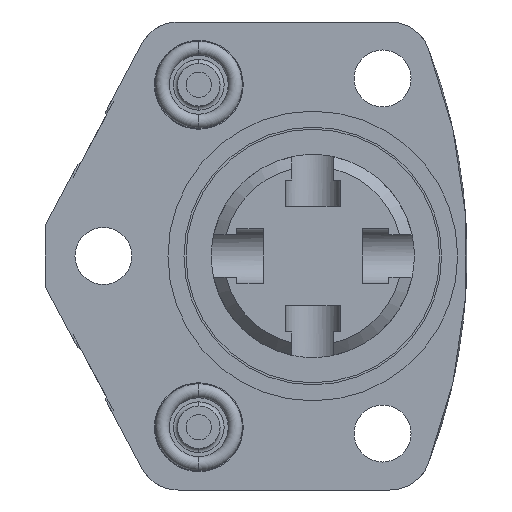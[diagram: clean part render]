
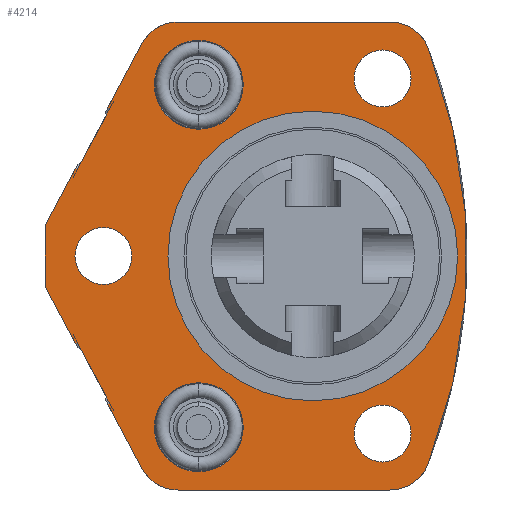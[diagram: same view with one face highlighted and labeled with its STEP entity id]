
A CAD part, front view. The second image highlights one B-rep face of the part: STEP entity #4214.
In plain terms, the highlighted planar face has unit normal (0, -1, 0).
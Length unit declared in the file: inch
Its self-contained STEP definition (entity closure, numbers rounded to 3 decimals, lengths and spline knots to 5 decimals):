
#325=CARTESIAN_POINT('',(0.,0.,0.));
#326=DIRECTION('',(0.,-1.,0.));
#327=DIRECTION('',(1.,0.,0.));
#328=AXIS2_PLACEMENT_3D('',#325,#326,#327);
#333=CARTESIAN_POINT('',(0.,0.,0.));
#334=DIRECTION('',(0.,1.,0.));
#335=DIRECTION('',(1.,0.,0.));
#336=AXIS2_PLACEMENT_3D('',#333,#334,#335);
#341=CARTESIAN_POINT('',(0.344,0.,0.875));
#342=DIRECTION('',(0.,-1.,0.));
#343=DIRECTION('',(1.,0.,0.));
#344=AXIS2_PLACEMENT_3D('',#341,#342,#343);
#349=CARTESIAN_POINT('',(0.344,0.,0.875));
#350=DIRECTION('',(0.,-1.,0.));
#351=DIRECTION('',(-1.,0.,0.));
#352=AXIS2_PLACEMENT_3D('',#349,#350,#351);
#357=CARTESIAN_POINT('',(0.344,0.,-0.875));
#358=DIRECTION('',(0.,-1.,0.));
#359=DIRECTION('',(1.,0.,0.));
#360=AXIS2_PLACEMENT_3D('',#357,#358,#359);
#365=CARTESIAN_POINT('',(0.344,0.,-0.875));
#366=DIRECTION('',(0.,-1.,0.));
#367=DIRECTION('',(-1.,0.,0.));
#368=AXIS2_PLACEMENT_3D('',#365,#366,#367);
#373=CARTESIAN_POINT('',(-1.032,0.,0.));
#374=DIRECTION('',(0.,-1.,0.));
#375=DIRECTION('',(1.,0.,0.));
#376=AXIS2_PLACEMENT_3D('',#373,#374,#375);
#381=CARTESIAN_POINT('',(-1.032,0.,0.));
#382=DIRECTION('',(0.,-1.,0.));
#383=DIRECTION('',(-1.,0.,0.));
#384=AXIS2_PLACEMENT_3D('',#381,#382,#383);
#389=DIRECTION('',(-0.469,0.,-0.883));
#390=VECTOR('',#389,0.33929);
#391=CARTESIAN_POINT('',(-1.00197,0.,0.72489));
#392=LINE('',#391,#390);
#396=DIRECTION('',(0.883,0.,-0.469));
#397=VECTOR('',#396,0.01);
#398=CARTESIAN_POINT('',(-1.0108,0.,0.72959));
#399=LINE('',#398,#397);
#403=DIRECTION('',(0.469,0.,0.883));
#404=VECTOR('',#403,0.35814);
#405=CARTESIAN_POINT('',(-1.0108,0.,0.72959));
#406=LINE('',#405,#404);
#410=DIRECTION('',(1.,0.,0.));
#411=VECTOR('',#410,1.04331);
#412=CARTESIAN_POINT('',(-0.66342,0.,1.1535));
#413=LINE('',#412,#411);
#417=CARTESIAN_POINT('',(-2.082,0.,0.));
#418=DIRECTION('',(0.,-1.,0.));
#419=DIRECTION('',(0.933,0.,-0.36));
#420=AXIS2_PLACEMENT_3D('',#417,#418,#419);
#425=DIRECTION('',(-1.,0.,0.));
#426=VECTOR('',#425,1.04331);
#427=CARTESIAN_POINT('',(0.37988,0.,-1.1535));
#428=LINE('',#427,#426);
#432=DIRECTION('',(0.469,0.,-0.883));
#433=VECTOR('',#432,0.35814);
#434=CARTESIAN_POINT('',(-1.0108,0.,-0.72959));
#435=LINE('',#434,#433);
#439=DIRECTION('',(0.883,0.,0.469));
#440=VECTOR('',#439,0.01);
#441=CARTESIAN_POINT('',(-1.0108,0.,-0.72959));
#442=LINE('',#441,#440);
#446=DIRECTION('',(0.469,0.,-0.883));
#447=VECTOR('',#446,0.33929);
#448=CARTESIAN_POINT('',(-1.16126,0.,-0.42531));
#449=LINE('',#448,#447);
#453=DIRECTION('',(0.883,0.,0.469));
#454=VECTOR('',#453,0.01);
#455=CARTESIAN_POINT('',(-1.17008,0.,-0.43001));
#456=LINE('',#455,#454);
#460=DIRECTION('',(0.469,0.,-0.883));
#461=VECTOR('',#460,0.31933);
#462=CARTESIAN_POINT('',(-1.32,0.,-0.14806));
#463=LINE('',#462,#461);
#467=DIRECTION('',(0.,0.,-1.));
#468=VECTOR('',#467,0.29612);
#469=CARTESIAN_POINT('',(-1.32,0.,0.14806));
#470=LINE('',#469,#468);
#474=DIRECTION('',(0.469,0.,0.883));
#475=VECTOR('',#474,0.31933);
#476=CARTESIAN_POINT('',(-1.32,0.,0.14806));
#477=LINE('',#476,#475);
#481=DIRECTION('',(0.883,0.,-0.469));
#482=VECTOR('',#481,0.01);
#483=CARTESIAN_POINT('',(-1.17008,0.,0.43001));
#484=LINE('',#483,#482);
#488=CARTESIAN_POINT('',(-0.562,0.,-0.844));
#489=DIRECTION('',(0.,1.,0.));
#490=DIRECTION('',(-1.,0.,0.));
#491=AXIS2_PLACEMENT_3D('',#488,#489,#490);
#496=CARTESIAN_POINT('',(-0.562,0.,-0.844));
#497=DIRECTION('',(0.,1.,0.));
#498=DIRECTION('',(1.,0.,0.));
#499=AXIS2_PLACEMENT_3D('',#496,#497,#498);
#504=CARTESIAN_POINT('',(-0.562,0.,0.844));
#505=DIRECTION('',(0.,1.,0.));
#506=DIRECTION('',(-1.,0.,0.));
#507=AXIS2_PLACEMENT_3D('',#504,#505,#506);
#512=CARTESIAN_POINT('',(-0.562,0.,0.844));
#513=DIRECTION('',(0.,1.,0.));
#514=DIRECTION('',(1.,0.,0.));
#515=AXIS2_PLACEMENT_3D('',#512,#513,#514);
#2026=CARTESIAN_POINT('',(-0.66342,0.,-0.9505));
#2027=DIRECTION('',(0.,-1.,0.));
#2028=DIRECTION('',(-0.883,0.,-0.469));
#2029=AXIS2_PLACEMENT_3D('',#2026,#2027,#2028);
#2062=CARTESIAN_POINT('',(0.37988,0.,-0.9505));
#2063=DIRECTION('',(0.,-1.,0.));
#2064=DIRECTION('',(0.,0.,-1.));
#2065=AXIS2_PLACEMENT_3D('',#2062,#2063,#2064);
#2084=CARTESIAN_POINT('',(0.37988,0.,0.9505));
#2085=DIRECTION('',(0.,-1.,0.));
#2086=DIRECTION('',(0.933,0.,0.36));
#2087=AXIS2_PLACEMENT_3D('',#2084,#2085,#2086);
#2120=CARTESIAN_POINT('',(-0.66342,0.,0.9505));
#2121=DIRECTION('',(0.,-1.,0.));
#2122=DIRECTION('',(0.,0.,1.));
#2123=AXIS2_PLACEMENT_3D('',#2120,#2121,#2122);
#3519=CARTESIAN_POINT('',(0.714,0.,0.));
#3521=VERTEX_POINT('',#3519);
#3523=CARTESIAN_POINT('',(-0.714,0.,0.));
#3525=VERTEX_POINT('',#3523);
#3526=CARTESIAN_POINT('',(-1.32,0.,0.14806));
#3527=CARTESIAN_POINT('',(-1.32,0.,-0.14806));
#3528=VERTEX_POINT('',#3526);
#3529=VERTEX_POINT('',#3527);
#3530=CARTESIAN_POINT('',(0.4845,0.,0.875));
#3531=CARTESIAN_POINT('',(0.2035,0.,0.875));
#3532=VERTEX_POINT('',#3530);
#3533=VERTEX_POINT('',#3531);
#3564=CARTESIAN_POINT('',(-1.16126,0.,-0.42531));
#3565=CARTESIAN_POINT('',(-1.00197,0.,-0.72489));
#3566=VERTEX_POINT('',#3564);
#3567=VERTEX_POINT('',#3565);
#3568=CARTESIAN_POINT('',(-1.17008,0.,-0.43001));
#3569=VERTEX_POINT('',#3568);
#3570=CARTESIAN_POINT('',(-1.0108,0.,-0.72959));
#3571=VERTEX_POINT('',#3570);
#3593=CARTESIAN_POINT('',(-1.00197,0.,0.72489));
#3594=CARTESIAN_POINT('',(-1.16126,0.,0.42531));
#3595=VERTEX_POINT('',#3593);
#3596=VERTEX_POINT('',#3594);
#3597=CARTESIAN_POINT('',(-1.0108,0.,0.72959));
#3598=VERTEX_POINT('',#3597);
#3599=CARTESIAN_POINT('',(-1.17008,0.,0.43001));
#3600=VERTEX_POINT('',#3599);
#3626=CARTESIAN_POINT('',(-0.781,0.,-0.844));
#3627=CARTESIAN_POINT('',(-0.343,0.,-0.844));
#3628=VERTEX_POINT('',#3626);
#3629=VERTEX_POINT('',#3627);
#3646=CARTESIAN_POINT('',(-0.781,0.,0.844));
#3647=CARTESIAN_POINT('',(-0.343,0.,0.844));
#3648=VERTEX_POINT('',#3646);
#3649=VERTEX_POINT('',#3647);
#3680=CARTESIAN_POINT('',(0.37988,0.,-1.1535));
#3681=CARTESIAN_POINT('',(0.56926,0.,-1.02362));
#3682=VERTEX_POINT('',#3680);
#3683=VERTEX_POINT('',#3681);
#3684=CARTESIAN_POINT('',(0.56926,0.,1.02362));
#3685=CARTESIAN_POINT('',(0.37988,0.,1.1535));
#3686=VERTEX_POINT('',#3684);
#3687=VERTEX_POINT('',#3685);
#3688=CARTESIAN_POINT('',(-0.66342,0.,1.1535));
#3689=CARTESIAN_POINT('',(-0.84266,0.,1.0458));
#3690=VERTEX_POINT('',#3688);
#3691=VERTEX_POINT('',#3689);
#3692=CARTESIAN_POINT('',(-0.84266,0.,-1.0458));
#3693=CARTESIAN_POINT('',(-0.66342,0.,-1.1535));
#3694=VERTEX_POINT('',#3692);
#3695=VERTEX_POINT('',#3693);
#3696=CARTESIAN_POINT('',(0.4845,0.,-0.875));
#3697=CARTESIAN_POINT('',(0.2035,0.,-0.875));
#3698=VERTEX_POINT('',#3696);
#3699=VERTEX_POINT('',#3697);
#3700=CARTESIAN_POINT('',(-0.8915,0.,0.));
#3701=CARTESIAN_POINT('',(-1.1725,0.,0.));
#3702=VERTEX_POINT('',#3700);
#3703=VERTEX_POINT('',#3701);
#4137=CARTESIAN_POINT('',(0.,0.,0.));
#4138=DIRECTION('',(0.,-1.,0.));
#4139=DIRECTION('',(-1.,0.,0.));
#4140=AXIS2_PLACEMENT_3D('',#4137,#4138,#4139);
#4141=PLANE('',#4140);
#4143=ORIENTED_EDGE('',*,*,#4142,.F.);
#4145=ORIENTED_EDGE('',*,*,#4144,.F.);
#4147=ORIENTED_EDGE('',*,*,#4146,.T.);
#4149=ORIENTED_EDGE('',*,*,#4148,.F.);
#4151=ORIENTED_EDGE('',*,*,#4150,.T.);
#4153=ORIENTED_EDGE('',*,*,#4152,.F.);
#4155=ORIENTED_EDGE('',*,*,#4154,.F.);
#4157=ORIENTED_EDGE('',*,*,#4156,.F.);
#4159=ORIENTED_EDGE('',*,*,#4158,.T.);
#4161=ORIENTED_EDGE('',*,*,#4160,.F.);
#4163=ORIENTED_EDGE('',*,*,#4162,.F.);
#4165=ORIENTED_EDGE('',*,*,#4164,.T.);
#4167=ORIENTED_EDGE('',*,*,#4166,.F.);
#4169=ORIENTED_EDGE('',*,*,#4168,.F.);
#4171=ORIENTED_EDGE('',*,*,#4170,.F.);
#4173=ORIENTED_EDGE('',*,*,#4172,.F.);
#4175=ORIENTED_EDGE('',*,*,#4174,.T.);
#4177=ORIENTED_EDGE('',*,*,#4176,.T.);
#4178=EDGE_LOOP('',(#4143,#4145,#4147,#4149,#4151,#4153,#4155,#4157,#4159,#4161,
#4163,#4165,#4167,#4169,#4171,#4173,#4175,#4177));
#4179=FACE_OUTER_BOUND('',#4178,.F.);
#4181=ORIENTED_EDGE('',*,*,#4180,.T.);
#4183=ORIENTED_EDGE('',*,*,#4182,.T.);
#4184=EDGE_LOOP('',(#4181,#4183));
#4185=FACE_BOUND('',#4184,.F.);
#4186=ORIENTED_EDGE('',*,*,#4117,.T.);
#4187=ORIENTED_EDGE('',*,*,#4131,.T.);
#4188=EDGE_LOOP('',(#4186,#4187));
#4189=FACE_BOUND('',#4188,.F.);
#4191=ORIENTED_EDGE('',*,*,#4190,.T.);
#4193=ORIENTED_EDGE('',*,*,#4192,.T.);
#4194=EDGE_LOOP('',(#4191,#4193));
#4195=FACE_BOUND('',#4194,.F.);
#4197=ORIENTED_EDGE('',*,*,#4196,.T.);
#4199=ORIENTED_EDGE('',*,*,#4198,.F.);
#4200=EDGE_LOOP('',(#4197,#4199));
#4201=FACE_BOUND('',#4200,.F.);
#4203=ORIENTED_EDGE('',*,*,#4202,.F.);
#4205=ORIENTED_EDGE('',*,*,#4204,.F.);
#4206=EDGE_LOOP('',(#4203,#4205));
#4207=FACE_BOUND('',#4206,.F.);
#4209=ORIENTED_EDGE('',*,*,#4208,.F.);
#4211=ORIENTED_EDGE('',*,*,#4210,.F.);
#4212=EDGE_LOOP('',(#4209,#4211));
#4213=FACE_BOUND('',#4212,.F.);
#329=CIRCLE('',#328,0.714);
#337=CIRCLE('',#336,0.714);
#345=CIRCLE('',#344,0.1405);
#353=CIRCLE('',#352,0.1405);
#361=CIRCLE('',#360,0.1405);
#369=CIRCLE('',#368,0.1405);
#377=CIRCLE('',#376,0.1405);
#385=CIRCLE('',#384,0.1405);
#421=CIRCLE('',#420,2.842);
#492=CIRCLE('',#491,0.219);
#500=CIRCLE('',#499,0.219);
#508=CIRCLE('',#507,0.219);
#516=CIRCLE('',#515,0.219);
#2030=CIRCLE('',#2029,0.203);
#2066=CIRCLE('',#2065,0.203);
#2088=CIRCLE('',#2087,0.203);
#2124=CIRCLE('',#2123,0.203);
#4117=EDGE_CURVE('',#3698,#3699,#361,.T.);
#4131=EDGE_CURVE('',#3699,#3698,#369,.T.);
#4142=EDGE_CURVE('',#3595,#3596,#392,.T.);
#4144=EDGE_CURVE('',#3598,#3595,#399,.T.);
#4146=EDGE_CURVE('',#3598,#3691,#406,.T.);
#4148=EDGE_CURVE('',#3690,#3691,#2124,.T.);
#4150=EDGE_CURVE('',#3690,#3687,#413,.T.);
#4152=EDGE_CURVE('',#3686,#3687,#2088,.T.);
#4154=EDGE_CURVE('',#3683,#3686,#421,.T.);
#4156=EDGE_CURVE('',#3682,#3683,#2066,.T.);
#4158=EDGE_CURVE('',#3682,#3695,#428,.T.);
#4160=EDGE_CURVE('',#3694,#3695,#2030,.T.);
#4162=EDGE_CURVE('',#3571,#3694,#435,.T.);
#4164=EDGE_CURVE('',#3571,#3567,#442,.T.);
#4166=EDGE_CURVE('',#3566,#3567,#449,.T.);
#4168=EDGE_CURVE('',#3569,#3566,#456,.T.);
#4170=EDGE_CURVE('',#3529,#3569,#463,.T.);
#4172=EDGE_CURVE('',#3528,#3529,#470,.T.);
#4174=EDGE_CURVE('',#3528,#3600,#477,.T.);
#4176=EDGE_CURVE('',#3600,#3596,#484,.T.);
#4180=EDGE_CURVE('',#3532,#3533,#345,.T.);
#4182=EDGE_CURVE('',#3533,#3532,#353,.T.);
#4190=EDGE_CURVE('',#3702,#3703,#377,.T.);
#4192=EDGE_CURVE('',#3703,#3702,#385,.T.);
#4196=EDGE_CURVE('',#3521,#3525,#329,.T.);
#4198=EDGE_CURVE('',#3521,#3525,#337,.T.);
#4202=EDGE_CURVE('',#3628,#3629,#492,.T.);
#4204=EDGE_CURVE('',#3629,#3628,#500,.T.);
#4208=EDGE_CURVE('',#3648,#3649,#508,.T.);
#4210=EDGE_CURVE('',#3649,#3648,#516,.T.);
#4214=ADVANCED_FACE('',(#4179,#4185,#4189,#4195,#4201,#4207,#4213),#4141,.T.);
